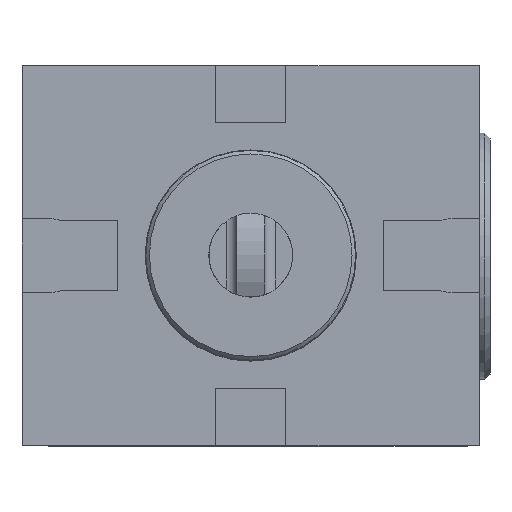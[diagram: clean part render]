
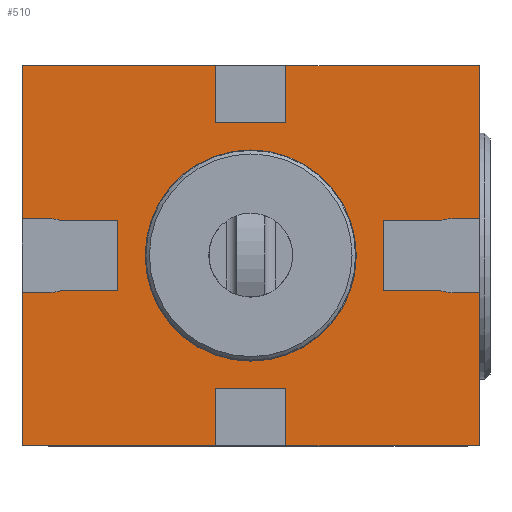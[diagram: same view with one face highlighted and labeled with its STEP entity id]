
A CAD part, top view. The second image highlights one B-rep face of the part: STEP entity #510.
In plain terms, the highlighted planar face has unit normal (0, 0, 1).
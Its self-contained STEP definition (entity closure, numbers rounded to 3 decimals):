
#104=LINE('',#2984,#236);
#107=LINE('',#2990,#239);
#109=LINE('',#2994,#241);
#115=LINE('',#3007,#247);
#118=LINE('',#3013,#250);
#120=LINE('',#3017,#252);
#130=LINE('',#3044,#262);
#132=LINE('',#3048,#264);
#134=LINE('',#3052,#266);
#137=LINE('',#3060,#269);
#139=LINE('',#3064,#271);
#149=LINE('',#3091,#281);
#151=LINE('',#3095,#283);
#153=LINE('',#3099,#285);
#156=LINE('',#3107,#288);
#158=LINE('',#3111,#290);
#172=LINE('',#3224,#304);
#180=LINE('',#3240,#312);
#181=LINE('',#3242,#313);
#184=LINE('',#3247,#316);
#210=LINE('',#3321,#342);
#211=LINE('',#3322,#343);
#212=LINE('',#3323,#344);
#213=LINE('',#3325,#345);
#236=VECTOR('',#2040,1.);
#239=VECTOR('',#2045,1.);
#241=VECTOR('',#2049,1.);
#247=VECTOR('',#2059,1.);
#250=VECTOR('',#2064,1.);
#252=VECTOR('',#2068,1.);
#262=VECTOR('',#2090,1.);
#264=VECTOR('',#2094,1.);
#266=VECTOR('',#2098,1.);
#269=VECTOR('',#2107,1.);
#271=VECTOR('',#2111,1.);
#281=VECTOR('',#2133,1.);
#283=VECTOR('',#2137,1.);
#285=VECTOR('',#2141,1.);
#288=VECTOR('',#2150,1.);
#290=VECTOR('',#2154,1.);
#304=VECTOR('',#2258,1.);
#312=VECTOR('',#2266,1.);
#313=VECTOR('',#2269,1.);
#316=VECTOR('',#2272,1.);
#342=VECTOR('',#2348,1.);
#343=VECTOR('',#2349,1.);
#344=VECTOR('',#2350,1.);
#345=VECTOR('',#2351,1.);
#416=PLANE('',#1922);
#510=ADVANCED_FACE('',(#706,#707),#416,.T.);
#591=CIRCLE('',#1831,10.5);
#592=CIRCLE('',#1836,10.5);
#595=CIRCLE('',#1843,10.5);
#596=CIRCLE('',#1848,10.5);
#629=CIRCLE('',#1921,30.);
#706=FACE_BOUND('',#839,.T.);
#707=FACE_BOUND('',#840,.T.);
#839=EDGE_LOOP('',(#1173));
#840=EDGE_LOOP('',(#1174,#1175,#1176,#1177,#1178,#1179,#1180,#1181,#1182,
#1183,#1184,#1185,#1186,#1187,#1188,#1189,#1190,#1191,#1192,#1193,#1194,
#1195,#1196,#1197,#1198,#1199,#1200,#1201));
#1173=ORIENTED_EDGE('',*,*,#1686,.F.);
#1174=ORIENTED_EDGE('',*,*,#1536,.T.);
#1175=ORIENTED_EDGE('',*,*,#1541,.T.);
#1176=ORIENTED_EDGE('',*,*,#1687,.T.);
#1177=ORIENTED_EDGE('',*,*,#1648,.T.);
#1178=ORIENTED_EDGE('',*,*,#1575,.F.);
#1179=ORIENTED_EDGE('',*,*,#1562,.F.);
#1180=ORIENTED_EDGE('',*,*,#1565,.F.);
#1181=ORIENTED_EDGE('',*,*,#1567,.F.);
#1182=ORIENTED_EDGE('',*,*,#1569,.F.);
#1183=ORIENTED_EDGE('',*,*,#1571,.F.);
#1184=ORIENTED_EDGE('',*,*,#1573,.F.);
#1185=ORIENTED_EDGE('',*,*,#1651,.T.);
#1186=ORIENTED_EDGE('',*,*,#1639,.F.);
#1187=ORIENTED_EDGE('',*,*,#1552,.F.);
#1188=ORIENTED_EDGE('',*,*,#1547,.F.);
#1189=ORIENTED_EDGE('',*,*,#1550,.F.);
#1190=ORIENTED_EDGE('',*,*,#1647,.F.);
#1191=ORIENTED_EDGE('',*,*,#1688,.F.);
#1192=ORIENTED_EDGE('',*,*,#1596,.T.);
#1193=ORIENTED_EDGE('',*,*,#1594,.T.);
#1194=ORIENTED_EDGE('',*,*,#1592,.T.);
#1195=ORIENTED_EDGE('',*,*,#1590,.T.);
#1196=ORIENTED_EDGE('',*,*,#1588,.T.);
#1197=ORIENTED_EDGE('',*,*,#1585,.T.);
#1198=ORIENTED_EDGE('',*,*,#1598,.T.);
#1199=ORIENTED_EDGE('',*,*,#1689,.F.);
#1200=ORIENTED_EDGE('',*,*,#1690,.T.);
#1201=ORIENTED_EDGE('',*,*,#1539,.T.);
#1368=VERTEX_POINT('',#2985);
#1369=VERTEX_POINT('',#2986);
#1370=VERTEX_POINT('',#2991);
#1371=VERTEX_POINT('',#2995);
#1376=VERTEX_POINT('',#3008);
#1377=VERTEX_POINT('',#3009);
#1378=VERTEX_POINT('',#3014);
#1379=VERTEX_POINT('',#3018);
#1388=VERTEX_POINT('',#3039);
#1389=VERTEX_POINT('',#3040);
#1390=VERTEX_POINT('',#3045);
#1391=VERTEX_POINT('',#3049);
#1392=VERTEX_POINT('',#3053);
#1393=VERTEX_POINT('',#3057);
#1394=VERTEX_POINT('',#3061);
#1395=VERTEX_POINT('',#3065);
#1404=VERTEX_POINT('',#3086);
#1405=VERTEX_POINT('',#3087);
#1406=VERTEX_POINT('',#3092);
#1407=VERTEX_POINT('',#3096);
#1408=VERTEX_POINT('',#3100);
#1409=VERTEX_POINT('',#3104);
#1410=VERTEX_POINT('',#3108);
#1411=VERTEX_POINT('',#3112);
#1445=VERTEX_POINT('',#3225);
#1452=VERTEX_POINT('',#3239);
#1453=VERTEX_POINT('',#3243);
#1477=VERTEX_POINT('',#3320);
#1478=VERTEX_POINT('',#3324);
#1536=EDGE_CURVE('',#1368,#1369,#104,.T.);
#1539=EDGE_CURVE('',#1370,#1368,#107,.T.);
#1541=EDGE_CURVE('',#1369,#1371,#109,.T.);
#1547=EDGE_CURVE('',#1376,#1377,#115,.T.);
#1550=EDGE_CURVE('',#1378,#1376,#118,.T.);
#1552=EDGE_CURVE('',#1377,#1379,#120,.T.);
#1562=EDGE_CURVE('',#1388,#1389,#591,.T.);
#1565=EDGE_CURVE('',#1390,#1388,#130,.T.);
#1567=EDGE_CURVE('',#1391,#1390,#132,.T.);
#1569=EDGE_CURVE('',#1392,#1391,#134,.T.);
#1571=EDGE_CURVE('',#1393,#1392,#592,.T.);
#1573=EDGE_CURVE('',#1394,#1393,#137,.T.);
#1575=EDGE_CURVE('',#1389,#1395,#139,.T.);
#1585=EDGE_CURVE('',#1404,#1405,#595,.T.);
#1588=EDGE_CURVE('',#1406,#1404,#149,.T.);
#1590=EDGE_CURVE('',#1407,#1406,#151,.T.);
#1592=EDGE_CURVE('',#1408,#1407,#153,.T.);
#1594=EDGE_CURVE('',#1409,#1408,#596,.T.);
#1596=EDGE_CURVE('',#1410,#1409,#156,.T.);
#1598=EDGE_CURVE('',#1405,#1411,#158,.T.);
#1639=EDGE_CURVE('',#1379,#1445,#172,.T.);
#1647=EDGE_CURVE('',#1452,#1378,#180,.T.);
#1648=EDGE_CURVE('',#1453,#1395,#181,.T.);
#1651=EDGE_CURVE('',#1394,#1445,#184,.T.);
#1686=EDGE_CURVE('',#1477,#1477,#629,.T.);
#1687=EDGE_CURVE('',#1371,#1453,#210,.T.);
#1688=EDGE_CURVE('',#1410,#1452,#211,.T.);
#1689=EDGE_CURVE('',#1478,#1411,#212,.T.);
#1690=EDGE_CURVE('',#1478,#1370,#213,.T.);
#1831=AXIS2_PLACEMENT_3D('',#3038,#2084,#2085);
#1836=AXIS2_PLACEMENT_3D('',#3056,#2102,#2103);
#1843=AXIS2_PLACEMENT_3D('',#3085,#2127,#2128);
#1848=AXIS2_PLACEMENT_3D('',#3103,#2145,#2146);
#1921=AXIS2_PLACEMENT_3D('',#3319,#2346,#2347);
#1922=AXIS2_PLACEMENT_3D('',#3326,#2352,#2353);
#2040=DIRECTION('',(1.,0.,0.));
#2045=DIRECTION('',(0.,1.,0.));
#2049=DIRECTION('',(0.,-1.,0.));
#2059=DIRECTION('',(1.,0.,0.));
#2064=DIRECTION('',(0.,-1.,0.));
#2068=DIRECTION('',(0.,1.,0.));
#2084=DIRECTION('',(0.,0.,1.));
#2085=DIRECTION('',(1.,0.,0.));
#2090=DIRECTION('',(1.,0.,0.));
#2094=DIRECTION('',(0.,-1.,0.));
#2098=DIRECTION('',(-1.,0.,0.));
#2102=DIRECTION('',(0.,0.,1.));
#2103=DIRECTION('',(1.,0.,0.));
#2107=DIRECTION('',(-1.,0.,0.));
#2111=DIRECTION('',(1.,0.,0.));
#2127=DIRECTION('',(0.,0.,-1.));
#2128=DIRECTION('',(1.,0.,0.));
#2133=DIRECTION('',(-1.,0.,0.));
#2137=DIRECTION('',(0.,-1.,0.));
#2141=DIRECTION('',(1.,0.,0.));
#2145=DIRECTION('',(0.,0.,-1.));
#2146=DIRECTION('',(1.,0.,0.));
#2150=DIRECTION('',(1.,0.,0.));
#2154=DIRECTION('',(-1.,0.,0.));
#2258=DIRECTION('',(1.,0.,0.));
#2266=DIRECTION('',(1.,0.,0.));
#2269=DIRECTION('',(0.,1.,0.));
#2272=DIRECTION('',(0.,1.,0.));
#2346=DIRECTION('',(0.,0.,1.));
#2347=DIRECTION('',(1.,0.,0.));
#2348=DIRECTION('',(1.,0.,0.));
#2349=DIRECTION('',(0.,1.,0.));
#2350=DIRECTION('',(0.,1.,0.));
#2351=DIRECTION('',(1.,0.,0.));
#2352=DIRECTION('',(0.,0.,1.));
#2353=DIRECTION('',(1.,0.,0.));
#2984=CARTESIAN_POINT('',(10.,-37.75,0.));
#2985=CARTESIAN_POINT('',(-10.,-37.75,0.));
#2986=CARTESIAN_POINT('',(10.,-37.75,0.));
#2990=CARTESIAN_POINT('',(-10.,-37.75,0.));
#2991=CARTESIAN_POINT('',(-10.,-54.,0.));
#2994=CARTESIAN_POINT('',(10.,-54.,0.));
#2995=CARTESIAN_POINT('',(10.,-54.,0.));
#3007=CARTESIAN_POINT('',(-10.,37.75,0.));
#3008=CARTESIAN_POINT('',(-10.,37.75,0.));
#3009=CARTESIAN_POINT('',(10.,37.75,0.));
#3013=CARTESIAN_POINT('',(-10.,54.,0.));
#3014=CARTESIAN_POINT('',(-10.,54.,0.));
#3017=CARTESIAN_POINT('',(10.,37.75,0.));
#3018=CARTESIAN_POINT('',(10.,54.,0.));
#3038=CARTESIAN_POINT('',(57.202,0.,0.));
#3039=CARTESIAN_POINT('',(54.,-10.,0.));
#3040=CARTESIAN_POINT('',(57.202,-10.5,0.));
#3044=CARTESIAN_POINT('',(37.75,-10.,0.));
#3045=CARTESIAN_POINT('',(37.75,-10.,0.));
#3048=CARTESIAN_POINT('',(37.75,10.,0.));
#3049=CARTESIAN_POINT('',(37.75,10.,0.));
#3052=CARTESIAN_POINT('',(54.,10.,0.));
#3053=CARTESIAN_POINT('',(54.,10.,0.));
#3056=CARTESIAN_POINT('',(57.202,0.,0.));
#3057=CARTESIAN_POINT('',(57.202,10.5,0.));
#3060=CARTESIAN_POINT('',(65.,10.5,0.));
#3061=CARTESIAN_POINT('',(65.,10.5,0.));
#3064=CARTESIAN_POINT('',(57.202,-10.5,0.));
#3065=CARTESIAN_POINT('',(65.,-10.5,0.));
#3085=CARTESIAN_POINT('',(-57.202,0.,0.));
#3086=CARTESIAN_POINT('',(-54.,-10.,0.));
#3087=CARTESIAN_POINT('',(-57.202,-10.5,0.));
#3091=CARTESIAN_POINT('',(-54.,-10.,0.));
#3092=CARTESIAN_POINT('',(-37.75,-10.,0.));
#3095=CARTESIAN_POINT('',(-37.75,-10.,0.));
#3096=CARTESIAN_POINT('',(-37.75,10.,0.));
#3099=CARTESIAN_POINT('',(-37.75,10.,0.));
#3100=CARTESIAN_POINT('',(-54.,10.,0.));
#3103=CARTESIAN_POINT('',(-57.202,0.,0.));
#3104=CARTESIAN_POINT('',(-57.202,10.5,0.));
#3107=CARTESIAN_POINT('',(-57.202,10.5,0.));
#3108=CARTESIAN_POINT('',(-65.,10.5,0.));
#3111=CARTESIAN_POINT('',(-65.,-10.5,0.));
#3112=CARTESIAN_POINT('',(-65.,-10.5,0.));
#3224=CARTESIAN_POINT('',(-65.,54.,0.));
#3225=CARTESIAN_POINT('',(65.,54.,0.));
#3239=CARTESIAN_POINT('',(-65.,54.,0.));
#3240=CARTESIAN_POINT('',(-65.,54.,0.));
#3242=CARTESIAN_POINT('',(65.,-54.,0.));
#3243=CARTESIAN_POINT('',(65.,-54.,0.));
#3247=CARTESIAN_POINT('',(65.,-54.,0.));
#3319=CARTESIAN_POINT('',(0.,0.,0.));
#3320=CARTESIAN_POINT('',(30.,0.,0.));
#3321=CARTESIAN_POINT('',(-65.,-54.,0.));
#3322=CARTESIAN_POINT('',(-65.,-54.,0.));
#3323=CARTESIAN_POINT('',(-65.,-54.,0.));
#3324=CARTESIAN_POINT('',(-65.,-54.,0.));
#3325=CARTESIAN_POINT('',(-65.,-54.,0.));
#3326=CARTESIAN_POINT('',(-65.,-54.,0.));
